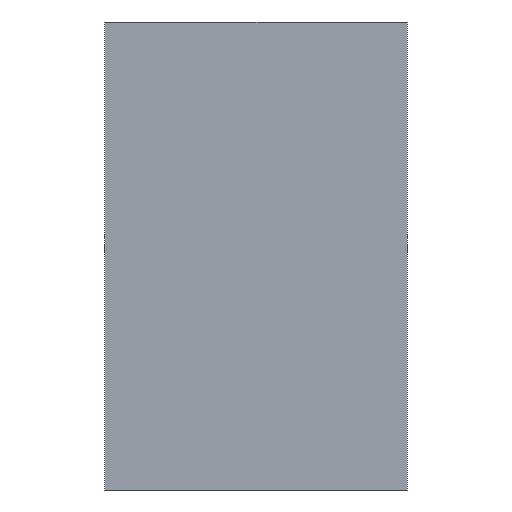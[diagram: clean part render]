
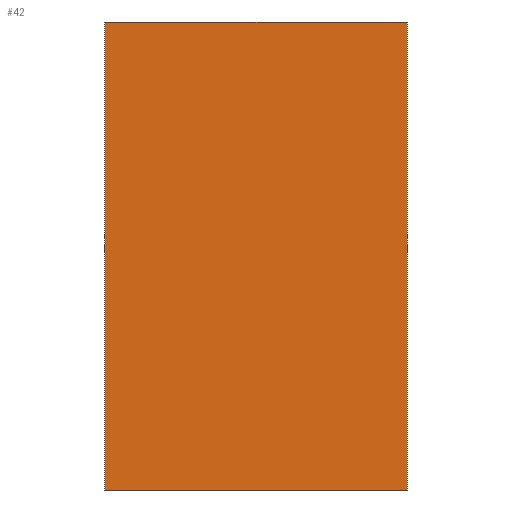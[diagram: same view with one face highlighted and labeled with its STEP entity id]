
A CAD part, left-side view. The second image highlights one B-rep face of the part: STEP entity #42.
In plain terms, the highlighted planar face has unit normal (-1, 0, 0).
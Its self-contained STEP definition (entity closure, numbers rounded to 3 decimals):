
#42 = ADVANCED_FACE( '', ( #92 ), #93, .F. );
#92 = FACE_OUTER_BOUND( '', #141, .T. );
#93 = PLANE( '', #142 );
#141 = EDGE_LOOP( '', ( #201, #202, #203, #204 ) );
#142 = AXIS2_PLACEMENT_3D( '', #205, #206, #207 );
#201 = ORIENTED_EDGE( '', *, *, #250, .T. );
#202 = ORIENTED_EDGE( '', *, *, #265, .F. );
#203 = ORIENTED_EDGE( '', *, *, #257, .F. );
#204 = ORIENTED_EDGE( '', *, *, #261, .T. );
#205 = CARTESIAN_POINT( '', ( -248., 31., 96. ) );
#206 = DIRECTION( '', ( 1., 0., 0. ) );
#207 = DIRECTION( '', ( 0., 0., -1. ) );
#250 = EDGE_CURVE( '', #282, #286, #288, .T. );
#257 = EDGE_CURVE( '', #299, #301, #302, .T. );
#261 = EDGE_CURVE( '', #299, #282, #307, .T. );
#265 = EDGE_CURVE( '', #301, #286, #311, .T. );
#282 = VERTEX_POINT( '', #328 );
#286 = VERTEX_POINT( '', #334 );
#288 = LINE( '', #337, #338 );
#299 = VERTEX_POINT( '', #349 );
#301 = VERTEX_POINT( '', #352 );
#302 = LINE( '', #353, #354 );
#307 = LINE( '', #361, #362 );
#311 = LINE( '', #367, #368 );
#328 = CARTESIAN_POINT( '', ( -248., 31., 0. ) );
#334 = CARTESIAN_POINT( '', ( -248., -31., 0. ) );
#337 = CARTESIAN_POINT( '', ( -248., 31., 0. ) );
#338 = VECTOR( '', #391, 1000. );
#349 = CARTESIAN_POINT( '', ( -248., 31., 96. ) );
#352 = CARTESIAN_POINT( '', ( -248., -31., 96. ) );
#353 = CARTESIAN_POINT( '', ( -248., 31., 96. ) );
#354 = VECTOR( '', #405, 1000. );
#361 = CARTESIAN_POINT( '', ( -248., 31., 96. ) );
#362 = VECTOR( '', #408, 1000. );
#367 = CARTESIAN_POINT( '', ( -248., -31., 96. ) );
#368 = VECTOR( '', #410, 1000. );
#391 = DIRECTION( '', ( 0., -1., 0. ) );
#405 = DIRECTION( '', ( 0., -1., 0. ) );
#408 = DIRECTION( '', ( 0., 0., -1. ) );
#410 = DIRECTION( '', ( 0., 0., -1. ) );
